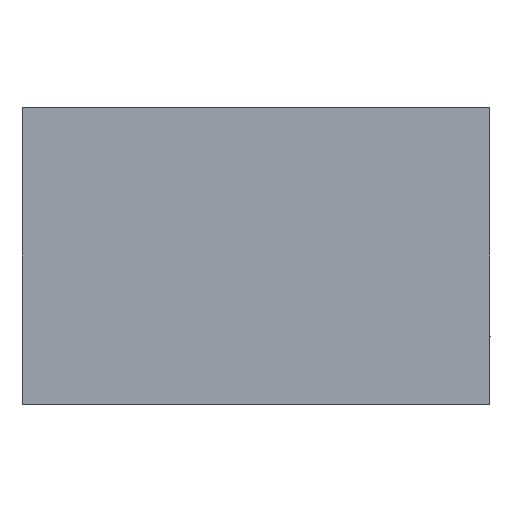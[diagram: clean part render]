
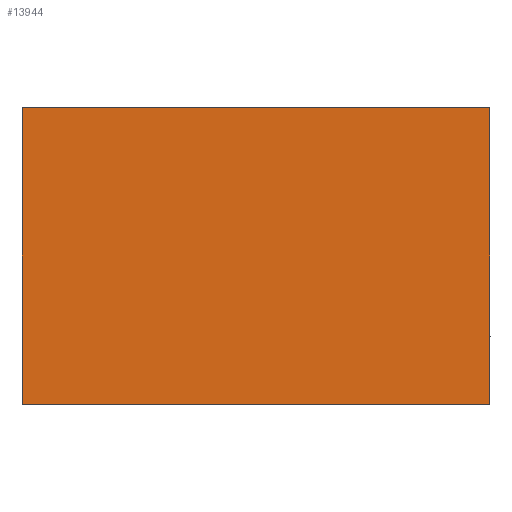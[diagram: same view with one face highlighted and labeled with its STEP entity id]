
A CAD part, left-side view. The second image highlights one B-rep face of the part: STEP entity #13944.
In plain terms, the highlighted planar face has unit normal (-1, 0, 0).
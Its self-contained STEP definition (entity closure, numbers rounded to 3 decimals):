
#1701=PLANE('',#14300);
#2855=LINE('',#26281,#4014);
#2860=LINE('',#26322,#4019);
#2861=LINE('',#26324,#4020);
#2862=LINE('',#26325,#4021);
#4014=VECTOR('',#16046,10.);
#4019=VECTOR('',#16115,10.);
#4020=VECTOR('',#16118,10.);
#4021=VECTOR('',#16119,10.);
#4783=FACE_OUTER_BOUND('',#5596,.T.);
#5596=EDGE_LOOP('',(#13154,#13155,#13156,#13157,#13158,#13159,#13160,#13161));
#5606=CIRCLE('',#13983,1.);
#5615=CIRCLE('',#14286,1.);
#5618=CIRCLE('',#14291,1.);
#5621=CIRCLE('',#14296,1.);
#5634=VERTEX_POINT('',#16166);
#5635=VERTEX_POINT('',#16168);
#6989=VERTEX_POINT('',#26275);
#6991=VERTEX_POINT('',#26279);
#6992=VERTEX_POINT('',#26300);
#6993=VERTEX_POINT('',#26302);
#6994=VERTEX_POINT('',#26309);
#6995=VERTEX_POINT('',#26316);
#7012=EDGE_CURVE('',#5634,#5635,#5606,.T.);
#9043=EDGE_CURVE('',#6991,#6989,#2855,.T.);
#9045=EDGE_CURVE('',#6992,#6993,#5615,.T.);
#9049=EDGE_CURVE('',#6989,#6994,#5618,.T.);
#9053=EDGE_CURVE('',#6995,#6991,#5621,.T.);
#9055=EDGE_CURVE('',#5635,#6995,#2860,.T.);
#9056=EDGE_CURVE('',#6993,#5634,#2861,.T.);
#9057=EDGE_CURVE('',#6994,#6992,#2862,.T.);
#13154=ORIENTED_EDGE('',*,*,#9049,.F.);
#13155=ORIENTED_EDGE('',*,*,#9043,.F.);
#13156=ORIENTED_EDGE('',*,*,#9053,.F.);
#13157=ORIENTED_EDGE('',*,*,#9055,.F.);
#13158=ORIENTED_EDGE('',*,*,#7012,.F.);
#13159=ORIENTED_EDGE('',*,*,#9056,.F.);
#13160=ORIENTED_EDGE('',*,*,#9045,.F.);
#13161=ORIENTED_EDGE('',*,*,#9057,.F.);
#13944=ADVANCED_FACE('',(#4783),#1701,.F.);
#13983=AXIS2_PLACEMENT_3D('',#16169,#14339,#14340);
#14286=AXIS2_PLACEMENT_3D('',#26303,#16084,#16085);
#14291=AXIS2_PLACEMENT_3D('',#26310,#16095,#16096);
#14296=AXIS2_PLACEMENT_3D('',#26317,#16106,#16107);
#14300=AXIS2_PLACEMENT_3D('',#26323,#16116,#16117);
#14339=DIRECTION('center_axis',(1.,0.,0.));
#14340=DIRECTION('ref_axis',(0.,0.707,0.707));
#16046=DIRECTION('',(0.,0.,-1.));
#16084=DIRECTION('center_axis',(1.,0.,0.));
#16085=DIRECTION('ref_axis',(0.,0.707,-0.707));
#16095=DIRECTION('center_axis',(1.,0.,0.));
#16096=DIRECTION('ref_axis',(0.,-0.707,-0.707));
#16106=DIRECTION('center_axis',(1.,0.,0.));
#16107=DIRECTION('ref_axis',(0.,-0.707,0.707));
#16115=DIRECTION('',(0.,-1.,0.));
#16116=DIRECTION('center_axis',(1.,0.,0.));
#16117=DIRECTION('ref_axis',(0.,0.,-1.));
#16118=DIRECTION('',(0.,0.,1.));
#16119=DIRECTION('',(0.,1.,0.));
#16166=CARTESIAN_POINT('',(0.,191.4,-1.));
#16168=CARTESIAN_POINT('',(0.,190.4,0.));
#16169=CARTESIAN_POINT('Origin',(0.,190.4,-1.));
#26275=CARTESIAN_POINT('',(0.,0.,-120.8));
#26279=CARTESIAN_POINT('',(0.,0.,-1.));
#26281=CARTESIAN_POINT('',(0.,0.,0.));
#26300=CARTESIAN_POINT('',(0.,190.4,-121.8));
#26302=CARTESIAN_POINT('',(0.,191.4,-120.8));
#26303=CARTESIAN_POINT('Origin',(0.,190.4,-120.8));
#26309=CARTESIAN_POINT('',(0.,1.,-121.8));
#26310=CARTESIAN_POINT('Origin',(0.,1.,-120.8));
#26316=CARTESIAN_POINT('',(0.,1.,0.));
#26317=CARTESIAN_POINT('Origin',(0.,1.,-1.));
#26322=CARTESIAN_POINT('',(0.,191.4,0.));
#26323=CARTESIAN_POINT('Origin',(0.,95.7,-60.9));
#26324=CARTESIAN_POINT('',(0.,191.4,-121.8));
#26325=CARTESIAN_POINT('',(0.,0.,-121.8));
